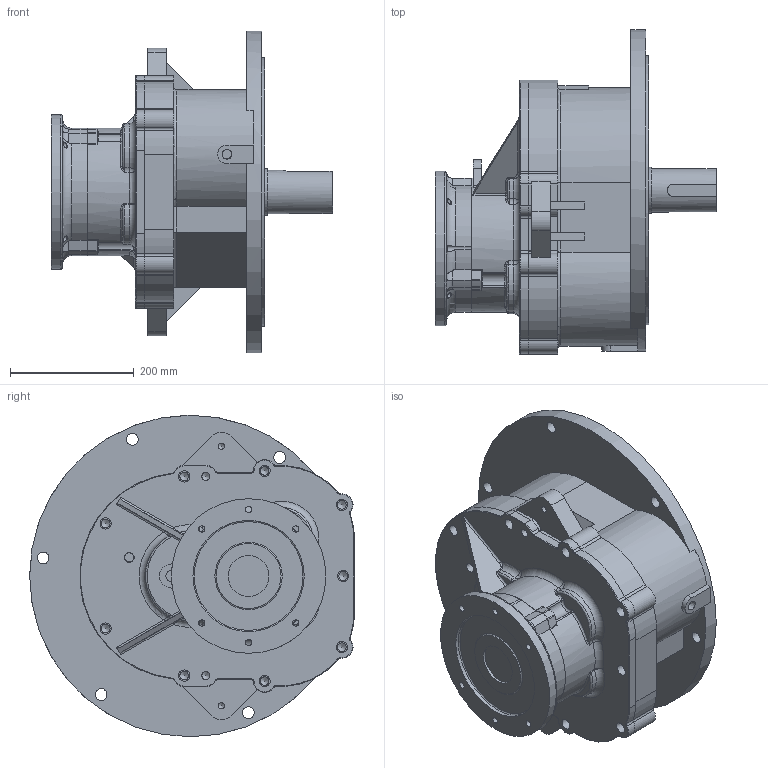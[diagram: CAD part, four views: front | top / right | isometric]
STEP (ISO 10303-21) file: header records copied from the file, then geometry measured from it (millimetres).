
FILE_DESCRIPTION (( 'STEP AP214' ), '1' );
FILE_NAME ('EK2DO07899H001_F1VF_3.7KW_R75.stp', '2022-07-04T06:34:59', ( 'Windows 餌辨濠' ), ( '' ), 'SwSTEP 2.0', 'SolidWorks 2021', '' );
FILE_SCHEMA (( 'AUTOMOTIVE_DESIGN' ));
Length unit declared in the file: millimetre
Products named in the file (5): 27_3.7KW; DKG1300341__3.7; EK2DO07899H001_F1VF_3.7KW_R75; DKA0800233_BRACKET; DKA0102471_CASING
Assembly tree (4 placements, depth 2):
  EK2DO07899H001_F1VF_3.7KW_R75
    DKA0102471_CASING
    DKA0800233_BRACKET
    27_3.7KW
    DKG1300341__3.7
Bounding box: 455 x 525.15 x 520 mm (x, y, z)
Volume: 30590063.2 mm3; surface area: 1440495.8 mm2
Topology: 4 solids, 4 shells, 616 faces, 1607 edges, 983 vertices
Faces by surface type: cylinder 297, plane 140, torus 92, sphere 31, bspline 30, cone 26
Full cylindrical faces by diameter (mm): 2.7 x2, 6.8 x3, 9 x3, 10.2 x8, 13 x4, 14 x9, 18 x10, 19 x6, 66 x1, 70 x1, 75 x1, 180 x1, 250 x1, 415 x1, 435 x1, 520 x1
Entity records: 21506 total; most frequent: CARTESIAN_POINT 6417, DIRECTION 3234, ORIENTED_EDGE 2912, EDGE_CURVE 1456, AXIS2_PLACEMENT_3D 1354, VERTEX_POINT 937, EDGE_LOOP 761, CIRCLE 761
